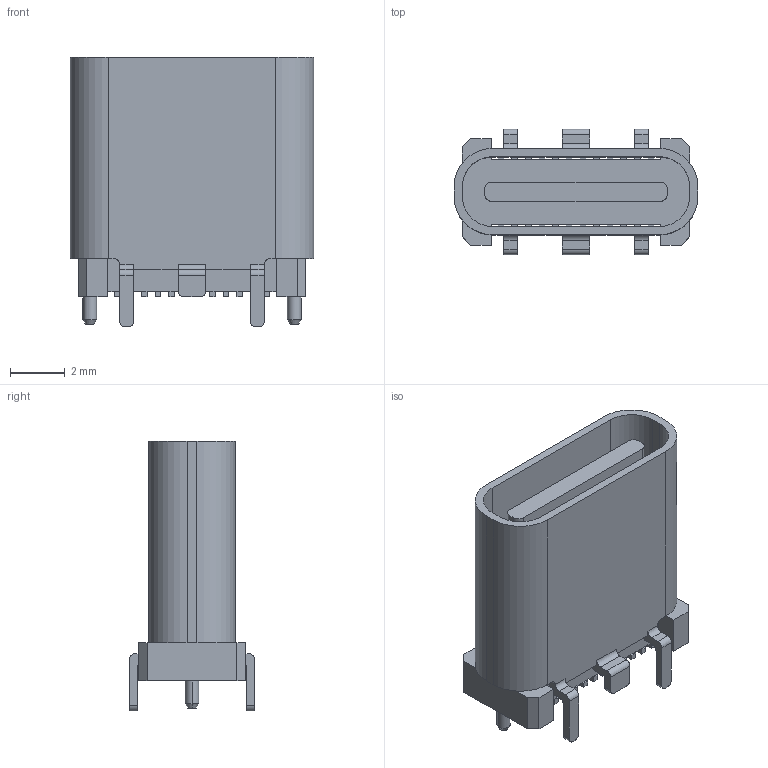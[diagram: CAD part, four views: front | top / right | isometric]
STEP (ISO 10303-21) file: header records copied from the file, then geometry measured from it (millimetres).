
FILE_DESCRIPTION (( 'STEP AP214' ), '1' );
FILE_NAME ('USBC_24PF-009.STEP', '2023-03-28T19:11:54', ( '' ), ( '' ), 'SwSTEP 2.0', 'SolidWorks 2022', '' );
FILE_SCHEMA (( 'AUTOMOTIVE_DESIGN' ));
Length unit declared in the file: millimetre
Products named in the file (1): USBC_24PF-009
Bounding box: 8.94 x 4.6 x 9.9 mm (x, y, z)
Volume: 112.7 mm3; surface area: 549.8 mm2
Topology: 2 solids, 2 shells, 284 faces, 778 edges, 500 vertices
Faces by surface type: plane 226, cylinder 54, cone 4
Entity records: 11082 total; most frequent: CARTESIAN_POINT 1563, ORIENTED_EDGE 1556, DIRECTION 1460, EDGE_CURVE 778, LINE 666, VECTOR 666, VERTEX_POINT 500, AXIS2_PLACEMENT_3D 397
